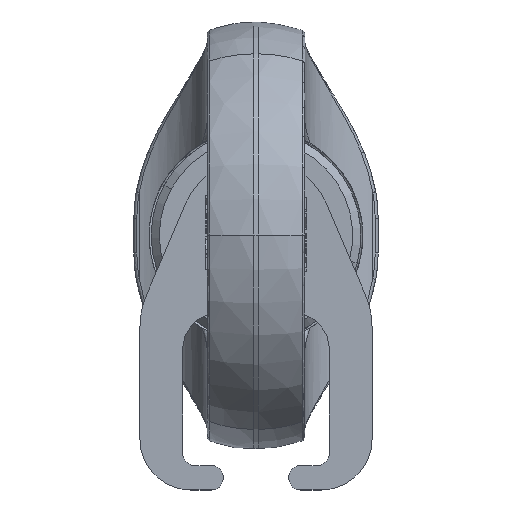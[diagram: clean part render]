
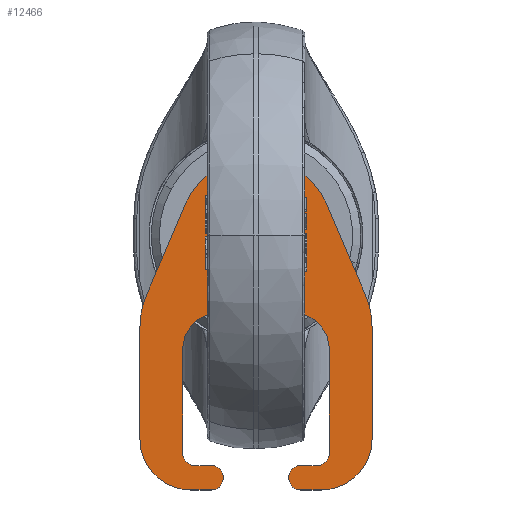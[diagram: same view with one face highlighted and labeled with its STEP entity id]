
A CAD part, top view. The second image highlights one B-rep face of the part: STEP entity #12466.
In plain terms, the highlighted planar face has unit normal (0, 0, 1).
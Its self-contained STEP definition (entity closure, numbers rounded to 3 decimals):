
#11832=CARTESIAN_POINT('Vertex',(-28.5,-22.333,-9.)) ;
#11846=CARTESIAN_POINT('Vertex',(-28.5,-50.,-9.)) ;
#11849=CARTESIAN_POINT('Line Origine',(-28.5,-36.166,-9.)) ;
#11872=CARTESIAN_POINT('Vertex',(-26.984,-14.895,-9.)) ;
#11880=CARTESIAN_POINT('Axis2P3D Location',(-9.5,-22.333,-9.)) ;
#12291=CARTESIAN_POINT('Vertex',(-16.,-62.5,-9.)) ;
#12294=CARTESIAN_POINT('Axis2P3D Location',(-16.,-50.,-9.)) ;
#12306=CARTESIAN_POINT('Axis2P3D Location',(0.,0.,-9.)) ;
#12311=CARTESIAN_POINT('Line Origine',(-13.5,-62.5,-9.)) ;
#12315=CARTESIAN_POINT('Vertex',(-11.,-62.5,-9.)) ;
#12318=CARTESIAN_POINT('Axis2P3D Location',(-11.,-59.5,-9.)) ;
#12322=CARTESIAN_POINT('Vertex',(-11.,-56.5,-9.)) ;
#12325=CARTESIAN_POINT('Line Origine',(-13.,-56.5,-9.)) ;
#12329=CARTESIAN_POINT('Vertex',(-15.,-56.5,-9.)) ;
#12332=CARTESIAN_POINT('Axis2P3D Location',(-15.,-53.5,-9.)) ;
#12336=CARTESIAN_POINT('Vertex',(-18.,-53.5,-9.)) ;
#12339=CARTESIAN_POINT('Line Origine',(-18.,-40.75,-9.)) ;
#12343=CARTESIAN_POINT('Vertex',(-18.,-28.,-9.)) ;
#12346=CARTESIAN_POINT('Axis2P3D Location',(-9.,-28.,-9.)) ;
#12350=CARTESIAN_POINT('Vertex',(-9.,-19.,-9.)) ;
#12353=CARTESIAN_POINT('Line Origine',(0.,-19.,-9.)) ;
#12357=CARTESIAN_POINT('Vertex',(9.,-19.,-9.)) ;
#12360=CARTESIAN_POINT('Axis2P3D Location',(9.,-28.,-9.)) ;
#12364=CARTESIAN_POINT('Vertex',(18.,-28.,-9.)) ;
#12367=CARTESIAN_POINT('Line Origine',(18.,-40.75,-9.)) ;
#12371=CARTESIAN_POINT('Vertex',(18.,-53.5,-9.)) ;
#12374=CARTESIAN_POINT('Axis2P3D Location',(15.,-53.5,-9.)) ;
#12378=CARTESIAN_POINT('Vertex',(15.,-56.5,-9.)) ;
#12381=CARTESIAN_POINT('Line Origine',(13.,-56.5,-9.)) ;
#12385=CARTESIAN_POINT('Vertex',(11.,-56.5,-9.)) ;
#12388=CARTESIAN_POINT('Axis2P3D Location',(11.,-59.5,-9.)) ;
#12392=CARTESIAN_POINT('Vertex',(11.,-62.5,-9.)) ;
#12395=CARTESIAN_POINT('Line Origine',(13.5,-62.5,-9.)) ;
#12399=CARTESIAN_POINT('Vertex',(16.,-62.5,-9.)) ;
#12402=CARTESIAN_POINT('Axis2P3D Location',(16.,-50.,-9.)) ;
#12406=CARTESIAN_POINT('Vertex',(28.5,-50.,-9.)) ;
#12409=CARTESIAN_POINT('Line Origine',(28.5,-36.166,-9.)) ;
#12413=CARTESIAN_POINT('Vertex',(28.5,-22.333,-9.)) ;
#12416=CARTESIAN_POINT('Axis2P3D Location',(9.5,-22.333,-9.)) ;
#12420=CARTESIAN_POINT('Vertex',(26.984,-14.895,-9.)) ;
#12423=CARTESIAN_POINT('Line Origine',(22.234,-3.729,-9.)) ;
#12427=CARTESIAN_POINT('Vertex',(17.484,7.437,-9.)) ;
#12430=CARTESIAN_POINT('Axis2P3D Location',(0.,0.,-9.)) ;
#12434=CARTESIAN_POINT('Vertex',(-17.484,7.437,-9.)) ;
#12437=CARTESIAN_POINT('Line Origine',(-22.234,-3.729,-9.)) ;
#11850=DIRECTION('Vector Direction',(0.,-1.,0.)) ;
#11881=DIRECTION('Axis2P3D Direction',(0.,0.,1.)) ;
#12295=DIRECTION('Axis2P3D Direction',(0.,0.,1.)) ;
#12307=DIRECTION('Axis2P3D Direction',(0.,0.,1.)) ;
#12308=DIRECTION('Axis2P3D XDirection',(0.,1.,0.)) ;
#12312=DIRECTION('Vector Direction',(1.,0.,0.)) ;
#12319=DIRECTION('Axis2P3D Direction',(0.,0.,1.)) ;
#12326=DIRECTION('Vector Direction',(-1.,0.,0.)) ;
#12333=DIRECTION('Axis2P3D Direction',(0.,0.,1.)) ;
#12340=DIRECTION('Vector Direction',(0.,1.,0.)) ;
#12347=DIRECTION('Axis2P3D Direction',(0.,0.,1.)) ;
#12354=DIRECTION('Vector Direction',(1.,0.,0.)) ;
#12361=DIRECTION('Axis2P3D Direction',(0.,0.,1.)) ;
#12368=DIRECTION('Vector Direction',(0.,-1.,0.)) ;
#12375=DIRECTION('Axis2P3D Direction',(0.,0.,1.)) ;
#12382=DIRECTION('Vector Direction',(-1.,0.,0.)) ;
#12389=DIRECTION('Axis2P3D Direction',(0.,0.,1.)) ;
#12396=DIRECTION('Vector Direction',(1.,0.,0.)) ;
#12403=DIRECTION('Axis2P3D Direction',(0.,0.,1.)) ;
#12410=DIRECTION('Vector Direction',(0.,1.,0.)) ;
#12417=DIRECTION('Axis2P3D Direction',(0.,0.,1.)) ;
#12424=DIRECTION('Vector Direction',(-0.391,0.92,0.)) ;
#12431=DIRECTION('Axis2P3D Direction',(0.,0.,1.)) ;
#12438=DIRECTION('Vector Direction',(0.391,0.92,0.)) ;
#11882=AXIS2_PLACEMENT_3D('Circle Axis2P3D',#11880,#11881,$) ;
#12296=AXIS2_PLACEMENT_3D('Circle Axis2P3D',#12294,#12295,$) ;
#12309=AXIS2_PLACEMENT_3D('Plane Axis2P3D',#12306,#12307,#12308) ;
#12320=AXIS2_PLACEMENT_3D('Circle Axis2P3D',#12318,#12319,$) ;
#12334=AXIS2_PLACEMENT_3D('Circle Axis2P3D',#12332,#12333,$) ;
#12348=AXIS2_PLACEMENT_3D('Circle Axis2P3D',#12346,#12347,$) ;
#12362=AXIS2_PLACEMENT_3D('Circle Axis2P3D',#12360,#12361,$) ;
#12376=AXIS2_PLACEMENT_3D('Circle Axis2P3D',#12374,#12375,$) ;
#12390=AXIS2_PLACEMENT_3D('Circle Axis2P3D',#12388,#12389,$) ;
#12404=AXIS2_PLACEMENT_3D('Circle Axis2P3D',#12402,#12403,$) ;
#12418=AXIS2_PLACEMENT_3D('Circle Axis2P3D',#12416,#12417,$) ;
#12432=AXIS2_PLACEMENT_3D('Circle Axis2P3D',#12430,#12431,$) ;
#12443=ORIENTED_EDGE('',*,*,#11853,.T.) ;
#12444=ORIENTED_EDGE('',*,*,#12298,.T.) ;
#12445=ORIENTED_EDGE('',*,*,#12317,.T.) ;
#12446=ORIENTED_EDGE('',*,*,#12324,.T.) ;
#12447=ORIENTED_EDGE('',*,*,#12331,.T.) ;
#12448=ORIENTED_EDGE('',*,*,#12338,.T.) ;
#12449=ORIENTED_EDGE('',*,*,#12345,.T.) ;
#12450=ORIENTED_EDGE('',*,*,#12352,.T.) ;
#12451=ORIENTED_EDGE('',*,*,#12359,.T.) ;
#12452=ORIENTED_EDGE('',*,*,#12366,.T.) ;
#12453=ORIENTED_EDGE('',*,*,#12373,.T.) ;
#12454=ORIENTED_EDGE('',*,*,#12380,.T.) ;
#12455=ORIENTED_EDGE('',*,*,#12387,.T.) ;
#12456=ORIENTED_EDGE('',*,*,#12394,.T.) ;
#12457=ORIENTED_EDGE('',*,*,#12401,.T.) ;
#12458=ORIENTED_EDGE('',*,*,#12408,.T.) ;
#12459=ORIENTED_EDGE('',*,*,#12415,.T.) ;
#12460=ORIENTED_EDGE('',*,*,#12422,.T.) ;
#12461=ORIENTED_EDGE('',*,*,#12429,.T.) ;
#12462=ORIENTED_EDGE('',*,*,#12436,.T.) ;
#12463=ORIENTED_EDGE('',*,*,#12441,.T.) ;
#12464=ORIENTED_EDGE('',*,*,#11884,.T.) ;
#11851=VECTOR('Line Direction',#11850,1.) ;
#12313=VECTOR('Line Direction',#12312,1.) ;
#12327=VECTOR('Line Direction',#12326,1.) ;
#12341=VECTOR('Line Direction',#12340,1.) ;
#12355=VECTOR('Line Direction',#12354,1.) ;
#12369=VECTOR('Line Direction',#12368,1.) ;
#12383=VECTOR('Line Direction',#12382,1.) ;
#12397=VECTOR('Line Direction',#12396,1.) ;
#12411=VECTOR('Line Direction',#12410,1.) ;
#12425=VECTOR('Line Direction',#12424,1.) ;
#12439=VECTOR('Line Direction',#12438,1.) ;
#12466=ADVANCED_FACE('\X2\52A05DE55716\X0\(\X2\53D66D8893105EA6\X0\).2',(#12465),#12310,.T.) ;
#11883=CIRCLE('generated circle',#11882,19.) ;
#12297=CIRCLE('generated circle',#12296,12.5) ;
#12321=CIRCLE('generated circle',#12320,3.) ;
#12335=CIRCLE('generated circle',#12334,3.) ;
#12349=CIRCLE('generated circle',#12348,9.) ;
#12363=CIRCLE('generated circle',#12362,9.) ;
#12377=CIRCLE('generated circle',#12376,3.) ;
#12391=CIRCLE('generated circle',#12390,3.) ;
#12405=CIRCLE('generated circle',#12404,12.5) ;
#12419=CIRCLE('generated circle',#12418,19.) ;
#12433=CIRCLE('generated circle',#12432,19.) ;
#11853=EDGE_CURVE('',#11833,#11847,#11852,.T.) ;
#11884=EDGE_CURVE('',#11873,#11833,#11883,.T.) ;
#12298=EDGE_CURVE('',#11847,#12292,#12297,.T.) ;
#12317=EDGE_CURVE('',#12292,#12316,#12314,.T.) ;
#12324=EDGE_CURVE('',#12316,#12323,#12321,.T.) ;
#12331=EDGE_CURVE('',#12323,#12330,#12328,.T.) ;
#12338=EDGE_CURVE('',#12330,#12337,#12335,.F.) ;
#12345=EDGE_CURVE('',#12337,#12344,#12342,.T.) ;
#12352=EDGE_CURVE('',#12344,#12351,#12349,.F.) ;
#12359=EDGE_CURVE('',#12351,#12358,#12356,.T.) ;
#12366=EDGE_CURVE('',#12358,#12365,#12363,.F.) ;
#12373=EDGE_CURVE('',#12365,#12372,#12370,.T.) ;
#12380=EDGE_CURVE('',#12372,#12379,#12377,.F.) ;
#12387=EDGE_CURVE('',#12379,#12386,#12384,.T.) ;
#12394=EDGE_CURVE('',#12386,#12393,#12391,.T.) ;
#12401=EDGE_CURVE('',#12393,#12400,#12398,.T.) ;
#12408=EDGE_CURVE('',#12400,#12407,#12405,.T.) ;
#12415=EDGE_CURVE('',#12407,#12414,#12412,.T.) ;
#12422=EDGE_CURVE('',#12414,#12421,#12419,.T.) ;
#12429=EDGE_CURVE('',#12421,#12428,#12426,.T.) ;
#12436=EDGE_CURVE('',#12428,#12435,#12433,.T.) ;
#12441=EDGE_CURVE('',#12435,#11873,#12440,.F.) ;
#12442=EDGE_LOOP('',(#12443,#12444,#12445,#12446,#12447,#12448,#12449,#12450,#12451,#12452,#12453,#12454,#12455,#12456,#12457,#12458,#12459,#12460,#12461,#12462,#12463,#12464)) ;
#12465=FACE_OUTER_BOUND('',#12442,.T.) ;
#11852=LINE('Line',#11849,#11851) ;
#12314=LINE('Line',#12311,#12313) ;
#12328=LINE('Line',#12325,#12327) ;
#12342=LINE('Line',#12339,#12341) ;
#12356=LINE('Line',#12353,#12355) ;
#12370=LINE('Line',#12367,#12369) ;
#12384=LINE('Line',#12381,#12383) ;
#12398=LINE('Line',#12395,#12397) ;
#12412=LINE('Line',#12409,#12411) ;
#12426=LINE('Line',#12423,#12425) ;
#12440=LINE('Line',#12437,#12439) ;
#12310=PLANE('',#12309) ;
#11833=VERTEX_POINT('',#11832) ;
#11847=VERTEX_POINT('',#11846) ;
#11873=VERTEX_POINT('',#11872) ;
#12292=VERTEX_POINT('',#12291) ;
#12316=VERTEX_POINT('',#12315) ;
#12323=VERTEX_POINT('',#12322) ;
#12330=VERTEX_POINT('',#12329) ;
#12337=VERTEX_POINT('',#12336) ;
#12344=VERTEX_POINT('',#12343) ;
#12351=VERTEX_POINT('',#12350) ;
#12358=VERTEX_POINT('',#12357) ;
#12365=VERTEX_POINT('',#12364) ;
#12372=VERTEX_POINT('',#12371) ;
#12379=VERTEX_POINT('',#12378) ;
#12386=VERTEX_POINT('',#12385) ;
#12393=VERTEX_POINT('',#12392) ;
#12400=VERTEX_POINT('',#12399) ;
#12407=VERTEX_POINT('',#12406) ;
#12414=VERTEX_POINT('',#12413) ;
#12421=VERTEX_POINT('',#12420) ;
#12428=VERTEX_POINT('',#12427) ;
#12435=VERTEX_POINT('',#12434) ;
